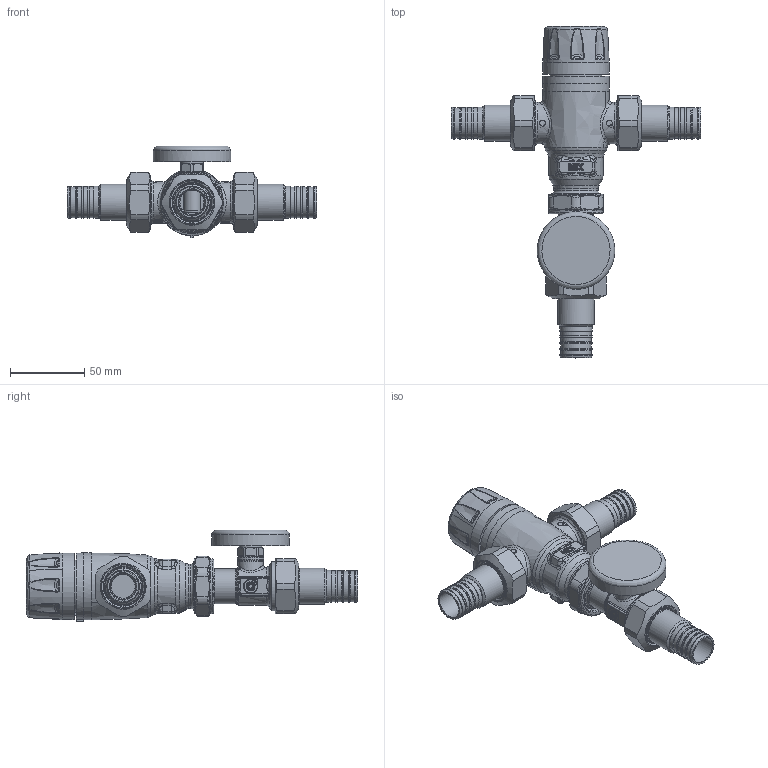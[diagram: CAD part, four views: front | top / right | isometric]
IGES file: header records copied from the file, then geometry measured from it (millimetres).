
Global section: file name: 521617A; native system: Autodesk Inventor 2024; preprocessor: unknown; author: ischreiner; date: 20250625.094504; units: inch
Bounding box: 168.35 x 224.02 x 61.89 mm (x, y, z)
Volume: 274885.8 mm3; surface area: 81813.1 mm2
Topology: 11 solids, 11 shells, 1880 faces, 4418 edges, 2483 vertices
Faces by surface type: bspline 1880
